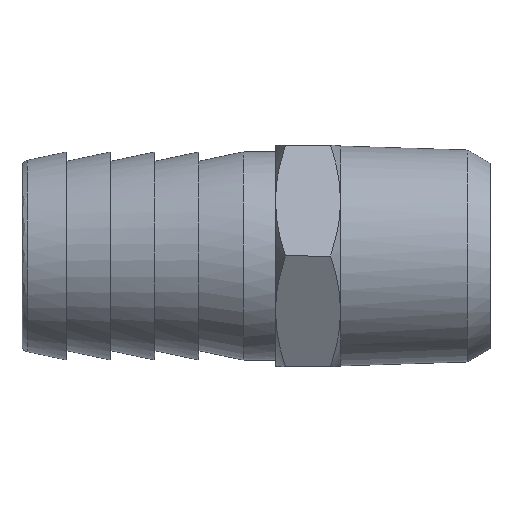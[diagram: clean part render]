
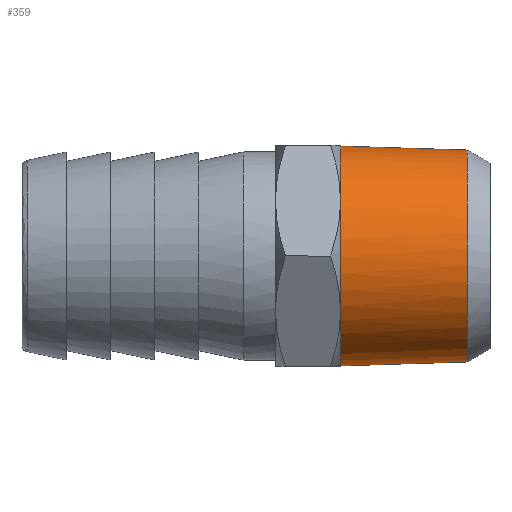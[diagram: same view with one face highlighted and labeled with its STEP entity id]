
A CAD part, left-side view. The second image highlights one B-rep face of the part: STEP entity #359.
In plain terms, the highlighted free-form (B-spline) face has degree [1, 3] with [2, 4] control points.
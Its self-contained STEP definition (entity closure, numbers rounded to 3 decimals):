
#82 = CARTESIAN_POINT ( 'NONE',  ( 0., 11.5, 8.455 ) ) ;
#116 = CARTESIAN_POINT ( 'NONE',  ( -2.723, 11.5, -8.024 ) ) ;
#150 = CARTESIAN_POINT ( 'NONE',  ( 0., 11.5, -8.455 ) ) ;
#193 = CARTESIAN_POINT ( 'NONE',  ( -8.455, 11.5, -0.555 ) ) ;
#204 = CARTESIAN_POINT ( 'NONE',  ( -4.236, 11.5, 7.339 ) ) ;
#319 = CARTESIAN_POINT ( 'NONE',  ( 0., 11.5, 8.455 ) ) ;
#339 = CARTESIAN_POINT ( 'NONE',  ( -5.159, 11.5, -6.722 ) ) ;
#359 = ADVANCED_FACE ( 'NONE', ( #2187 ), #1013, .F. ) ;
#436 = CARTESIAN_POINT ( 'NONE',  ( -16.3, 1.732, 8.15 ) ) ;
#451 = CARTESIAN_POINT ( 'NONE',  ( 0., 11.5, -8.455 ) ) ;
#472 = EDGE_CURVE ( 'NONE', #2546, #2146, #1283, .T. ) ;
#523 = CARTESIAN_POINT ( 'NONE',  ( 0., 1.732, -8.15 ) ) ;
#576 = CARTESIAN_POINT ( 'NONE',  ( -6.371, 11.5, 5.586 ) ) ;
#582 = CARTESIAN_POINT ( 'NONE',  ( -1.105, 11.5, 8.401 ) ) ;
#591 = CARTESIAN_POINT ( 'NONE',  ( -8.455, 11.5, 0.555 ) ) ;
#601 = CARTESIAN_POINT ( 'NONE',  ( -7.339, 11.5, 4.236 ) ) ;
#608 = CARTESIAN_POINT ( 'NONE',  ( -5.159, 11.5, 6.722 ) ) ;
#704 = CARTESIAN_POINT ( 'NONE',  ( -16.911, 11.5, 8.455 ) ) ;
#750 = CARTESIAN_POINT ( 'NONE',  ( -1.105, 11.5, -8.401 ) ) ;
#770 = ORIENTED_EDGE ( 'NONE', *, *, #2205, .T. ) ;
#819 = CARTESIAN_POINT ( 'NONE',  ( 0., 1.732, -8.15 ) ) ;
#875 = CARTESIAN_POINT ( 'NONE',  ( 0., 1.732, -8.15 ) ) ;
#915 = CARTESIAN_POINT ( 'NONE',  ( 0., 1.732, 8.15 ) ) ;
#951 = CARTESIAN_POINT ( 'NONE',  ( -4.236, 11.5, -7.339 ) ) ;
#961 = CARTESIAN_POINT ( 'NONE',  ( -6.371, 11.5, -5.586 ) ) ;
#988 = EDGE_LOOP ( 'NONE', ( #1804, #770, #2576, #1431 ) ) ;
#996 = CARTESIAN_POINT ( 'NONE',  ( 0., 11.5, 8.455 ) ) ;
#1013 =( BOUNDED_SURFACE ( )  B_SPLINE_SURFACE ( 1, 3, ( 
 ( #875, #1113, #2316, #1315 ),
 ( #1942, #2493, #704, #82 ) ),
 .UNSPECIFIED., .F., .F., .F. ) 
 B_SPLINE_SURFACE_WITH_KNOTS ( ( 2, 2 ),
 ( 4, 4 ),
 ( 0., 1. ),
 ( 0., 1. ),
 .UNSPECIFIED. ) 
 GEOMETRIC_REPRESENTATION_ITEM ( )  RATIONAL_B_SPLINE_SURFACE ( (
 ( 1., 0.333, 0.333, 1.),
 ( 1., 0.333, 0.333, 1.) ) ) 
 REPRESENTATION_ITEM ( '' )  SURFACE ( )  );
#1067 = VERTEX_POINT ( 'NONE', #915 ) ;
#1113 = CARTESIAN_POINT ( 'NONE',  ( -16.3, 1.732, -8.15 ) ) ;
#1161 = CARTESIAN_POINT ( 'NONE',  ( -7.339, 11.5, -4.236 ) ) ;
#1190 = CARTESIAN_POINT ( 'NONE',  ( -3.749, 11.5, 7.599 ) ) ;
#1201 = CARTESIAN_POINT ( 'NONE',  ( -8.401, 11.5, 1.105 ) ) ;
#1212 = CARTESIAN_POINT ( 'NONE',  ( -6.722, 11.5, 5.159 ) ) ;
#1283 = B_SPLINE_CURVE_WITH_KNOTS ( 'NONE', 3,
 ( #150, #2518, #750, #1332, #116, #1539, #951, #339, #2164, #961, #2351, #1161, #2541, #1363, #2595, #1416, #193, #591, #1201, #1802, #2378, #1394, #601, #1212, #576, #1589, #608, #204, #1190, #2023, #1613, #582, #1601, #996 ),
 .UNSPECIFIED., .F., .F.,
 ( 4, 2, 2, 2, 2, 2, 2, 2, 2, 2, 2, 2, 2, 2, 2, 2, 4 ),
 ( 0., 0.196, 0.393, 0.589, 0.785, 0.982, 1.178, 1.374, 1.571, 1.767, 1.963, 2.16, 2.356, 2.553, 2.749, 2.945, 3.142 ),
 .UNSPECIFIED. ) ;
#1315 = CARTESIAN_POINT ( 'NONE',  ( 0., 1.732, 8.15 ) ) ;
#1332 = CARTESIAN_POINT ( 'NONE',  ( -2.194, 11.5, -8.184 ) ) ;
#1363 = CARTESIAN_POINT ( 'NONE',  ( -8.024, 11.5, -2.723 ) ) ;
#1394 = CARTESIAN_POINT ( 'NONE',  ( -7.599, 11.5, 3.749 ) ) ;
#1416 = CARTESIAN_POINT ( 'NONE',  ( -8.401, 11.5, -1.105 ) ) ;
#1431 = ORIENTED_EDGE ( 'NONE', *, *, #1696, .T. ) ;
#1446 = EDGE_CURVE ( 'NONE', #1520, #1067, #2292, .T. ) ;
#1520 = VERTEX_POINT ( 'NONE', #523 ) ;
#1539 = CARTESIAN_POINT ( 'NONE',  ( -3.749, 11.5, -7.599 ) ) ;
#1589 = CARTESIAN_POINT ( 'NONE',  ( -5.586, 11.5, 6.371 ) ) ;
#1601 = CARTESIAN_POINT ( 'NONE',  ( -0.555, 11.5, 8.455 ) ) ;
#1613 = CARTESIAN_POINT ( 'NONE',  ( -2.194, 11.5, 8.184 ) ) ;
#1696 = EDGE_CURVE ( 'NONE', #2546, #1520, #2064, .T. ) ;
#1779 = CARTESIAN_POINT ( 'NONE',  ( 0., 11.5, -8.455 ) ) ;
#1802 = CARTESIAN_POINT ( 'NONE',  ( -8.184, 11.5, 2.194 ) ) ;
#1804 = ORIENTED_EDGE ( 'NONE', *, *, #1446, .T. ) ;
#1859 = CARTESIAN_POINT ( 'NONE',  ( 0., 1.732, -8.15 ) ) ;
#1942 = CARTESIAN_POINT ( 'NONE',  ( 0., 11.5, -8.455 ) ) ;
#2023 = CARTESIAN_POINT ( 'NONE',  ( -2.723, 11.5, 8.024 ) ) ;
#2064 = B_SPLINE_CURVE_WITH_KNOTS ( 'NONE', 1,
 ( #451, #1859 ),
 .UNSPECIFIED., .F., .F.,
 ( 2, 2 ),
 ( -1., 0. ),
 .UNSPECIFIED. ) ;
#2146 = VERTEX_POINT ( 'NONE', #2273 ) ;
#2164 = CARTESIAN_POINT ( 'NONE',  ( -5.586, 11.5, -6.371 ) ) ;
#2187 = FACE_OUTER_BOUND ( 'NONE', #988, .T. ) ;
#2205 = EDGE_CURVE ( 'NONE', #1067, #2146, #2342, .T. ) ;
#2246 = CARTESIAN_POINT ( 'NONE',  ( 0., 1.732, 8.15 ) ) ;
#2273 = CARTESIAN_POINT ( 'NONE',  ( 0., 11.5, 8.455 ) ) ;
#2292 =( BOUNDED_CURVE ( )  B_SPLINE_CURVE ( 3, ( #819, #2442, #436, #2246 ),
 .UNSPECIFIED., .F., .T. ) 
 B_SPLINE_CURVE_WITH_KNOTS ( ( 4, 4 ),
 ( -3.142, 0. ),
 .UNSPECIFIED. ) 
 CURVE ( )  GEOMETRIC_REPRESENTATION_ITEM ( )  RATIONAL_B_SPLINE_CURVE ( ( 1., 0.333, 0.333, 1. ) ) 
 REPRESENTATION_ITEM ( '' )  );
#2316 = CARTESIAN_POINT ( 'NONE',  ( -16.3, 1.732, 8.15 ) ) ;
#2342 = B_SPLINE_CURVE_WITH_KNOTS ( 'NONE', 1,
 ( #2517, #319 ),
 .UNSPECIFIED., .F., .F.,
 ( 2, 2 ),
 ( -1., 0. ),
 .UNSPECIFIED. ) ;
#2351 = CARTESIAN_POINT ( 'NONE',  ( -6.722, 11.5, -5.159 ) ) ;
#2378 = CARTESIAN_POINT ( 'NONE',  ( -8.024, 11.5, 2.723 ) ) ;
#2442 = CARTESIAN_POINT ( 'NONE',  ( -16.3, 1.732, -8.15 ) ) ;
#2493 = CARTESIAN_POINT ( 'NONE',  ( -16.911, 11.5, -8.455 ) ) ;
#2517 = CARTESIAN_POINT ( 'NONE',  ( 0., 1.732, 8.15 ) ) ;
#2518 = CARTESIAN_POINT ( 'NONE',  ( -0.555, 11.5, -8.455 ) ) ;
#2541 = CARTESIAN_POINT ( 'NONE',  ( -7.599, 11.5, -3.749 ) ) ;
#2546 = VERTEX_POINT ( 'NONE', #1779 ) ;
#2576 = ORIENTED_EDGE ( 'NONE', *, *, #472, .F. ) ;
#2595 = CARTESIAN_POINT ( 'NONE',  ( -8.184, 11.5, -2.194 ) ) ;
